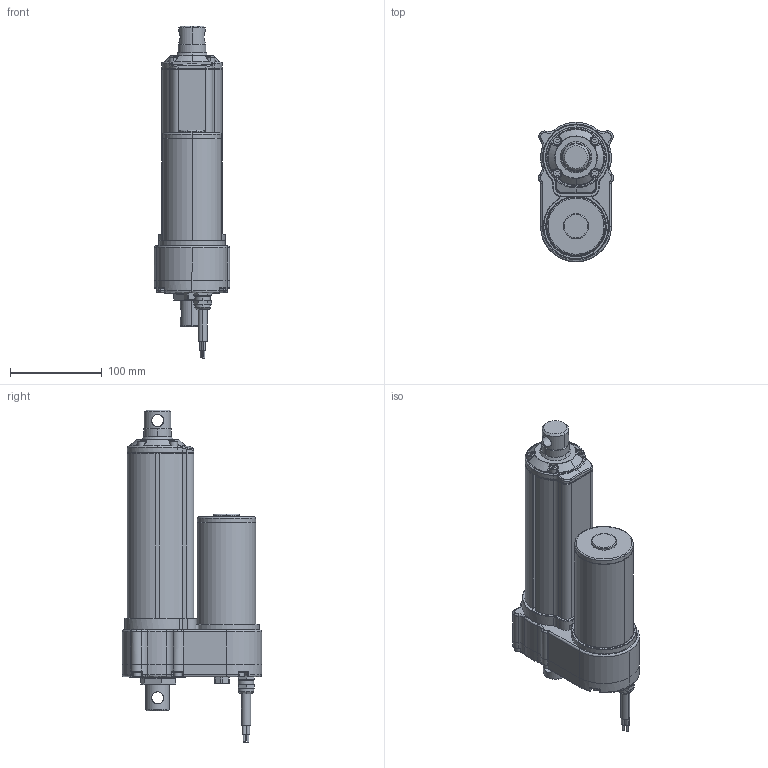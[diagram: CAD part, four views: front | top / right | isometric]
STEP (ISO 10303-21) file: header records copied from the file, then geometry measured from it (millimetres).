
FILE_DESCRIPTION (( 'STEP AP214' ), '1' );
FILE_NAME ('PA-HD2.STEP', '2025-04-28T16:24:57', ( '' ), ( '' ), 'SwSTEP 2.0', 'SolidWorks 2018', '' );
FILE_SCHEMA (( 'AUTOMOTIVE_DESIGN' ));
Length unit declared in the file: millimetre
Products named in the file (4): PA-HD2; Body; Rear Mount; Front Mount
Assembly tree (3 placements, depth 2):
  PA-HD2
    Rear Mount
    Body
    Front Mount
Bounding box: 82 x 152 x 361.59 mm (x, y, z)
Volume: 1763859.9 mm3; surface area: 168534.3 mm2
Topology: 3 solids, 3 shells, 3581 faces, 7874 edges, 4371 vertices
Faces by surface type: plane 2770, bspline 419, cylinder 331, cone 59, torus 2
Entity records: 160498 total; most frequent: CARTESIAN_POINT 47998, ORIENTED_EDGE 15696, DIRECTION 13675, EDGE_CURVE 7848, LINE 5723, VECTOR 5723, VERTEX_POINT 4371, AXIS2_PLACEMENT_3D 3976
